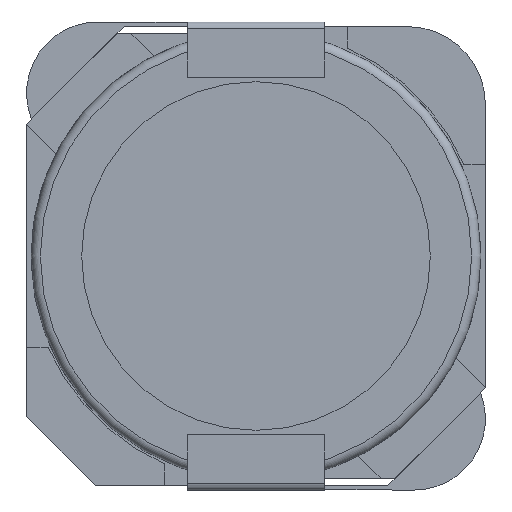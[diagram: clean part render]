
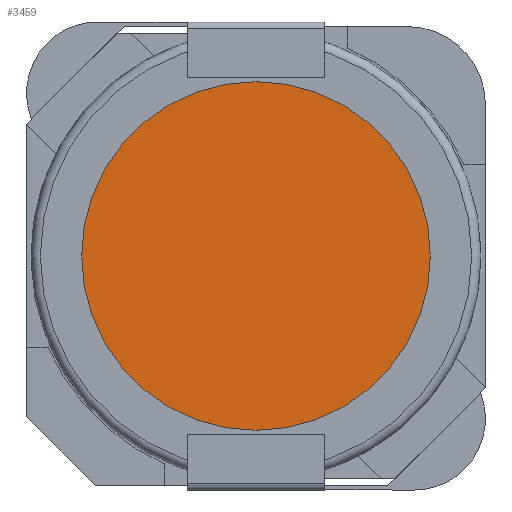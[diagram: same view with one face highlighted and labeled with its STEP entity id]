
A CAD part, front view. The second image highlights one B-rep face of the part: STEP entity #3459.
In plain terms, the highlighted planar face has unit normal (0, -1, 0).
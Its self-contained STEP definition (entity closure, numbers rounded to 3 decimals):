
#71 = FACE_OUTER_BOUND ( 'NONE', #1322, .T. ) ;
#193 = DIRECTION ( 'NONE',  ( 0., 0., -1. ) ) ;
#711 = AXIS2_PLACEMENT_3D ( 'NONE', #1365, #3320, #193 ) ;
#927 = DIRECTION ( 'NONE',  ( 0., 0., -1. ) ) ;
#1048 = AXIS2_PLACEMENT_3D ( 'NONE', #2435, #3297, #1558 ) ;
#1231 = CARTESIAN_POINT ( 'NONE',  ( 0., -2.37, 0. ) ) ;
#1322 = EDGE_LOOP ( 'NONE', ( #2849, #1706 ) ) ;
#1365 = CARTESIAN_POINT ( 'NONE',  ( 0., -2.37, 0. ) ) ;
#1370 = EDGE_CURVE ( 'NONE', #2307, #3167, #1724, .T. ) ;
#1558 = DIRECTION ( 'NONE',  ( 0., 0., -1. ) ) ;
#1706 = ORIENTED_EDGE ( 'NONE', *, *, #1994, .T. ) ;
#1724 = CIRCLE ( 'NONE', #1048, 3.8 ) ;
#1994 = EDGE_CURVE ( 'NONE', #3167, #2307, #3175, .T. ) ;
#2082 = AXIS2_PLACEMENT_3D ( 'NONE', #1231, #2366, #927 ) ;
#2138 = PLANE ( 'NONE',  #711 ) ;
#2307 = VERTEX_POINT ( 'NONE', #2617 ) ;
#2311 = CARTESIAN_POINT ( 'NONE',  ( 0., -2.37, -3.8 ) ) ;
#2366 = DIRECTION ( 'NONE',  ( 0., -1., 0. ) ) ;
#2435 = CARTESIAN_POINT ( 'NONE',  ( 0., -2.37, 0. ) ) ;
#2617 = CARTESIAN_POINT ( 'NONE',  ( 0., -2.37, 3.8 ) ) ;
#2849 = ORIENTED_EDGE ( 'NONE', *, *, #1370, .T. ) ;
#3167 = VERTEX_POINT ( 'NONE', #2311 ) ;
#3175 = CIRCLE ( 'NONE', #2082, 3.8 ) ;
#3297 = DIRECTION ( 'NONE',  ( 0., -1., 0. ) ) ;
#3320 = DIRECTION ( 'NONE',  ( 0., -1., 0. ) ) ;
#3459 = ADVANCED_FACE ( 'NONE', ( #71 ), #2138, .T. ) ;
